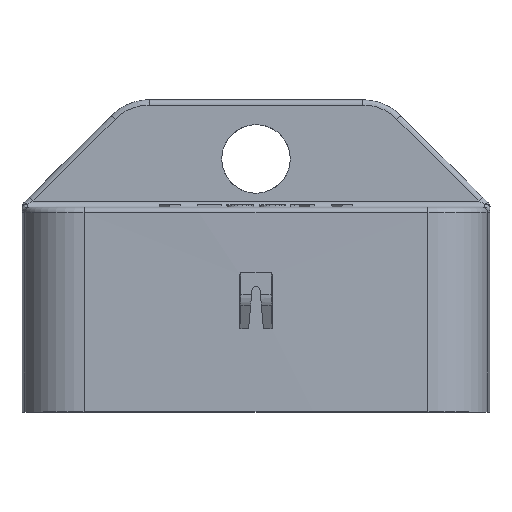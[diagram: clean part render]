
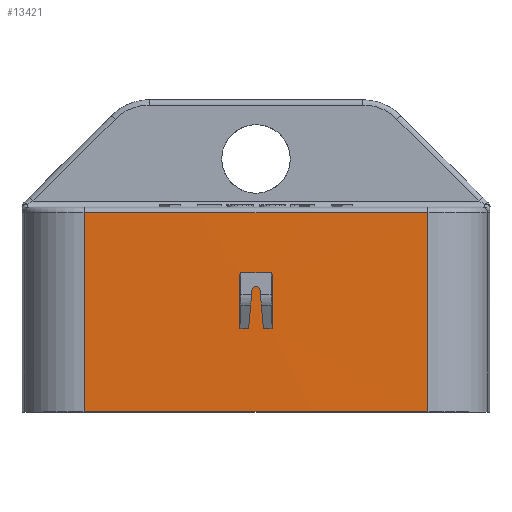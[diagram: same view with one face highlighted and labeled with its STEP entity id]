
A CAD part, top view. The second image highlights one B-rep face of the part: STEP entity #13421.
In plain terms, the highlighted cylindrical face has radius 642.866 mm (diameter 1285.73 mm), a partial arc.
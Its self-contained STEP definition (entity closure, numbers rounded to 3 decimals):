
#52=CARTESIAN_POINT('',(0.,-19.25,-633.898));
#53=DIRECTION('',(0.,1.,0.));
#54=DIRECTION('',(-0.025,0.,1.));
#55=AXIS2_PLACEMENT_3D('',#52,#53,#54);
#4399=DIRECTION('',(0.,1.,0.));
#4400=VECTOR('',#4399,18.5);
#4401=CARTESIAN_POINT('',(15.96,-19.25,8.77));
#4402=LINE('',#4401,#4400);
#4403=CARTESIAN_POINT('',(0.69,-11.54,
8.968));
#4404=CARTESIAN_POINT('',(0.96,-11.54,
8.967));
#4405=CARTESIAN_POINT('',(1.23,-11.541,8.967));
#4406=CARTESIAN_POINT('',(1.5,-11.542,8.966));
#4408=DIRECTION('',(0.,1.,0.));
#4409=VECTOR('',#4408,5.058);
#4410=CARTESIAN_POINT('',(1.5,-11.542,8.966));
#4411=LINE('',#4410,#4409);
#4412=CARTESIAN_POINT('',(1.5,-6.484,8.966));
#4413=CARTESIAN_POINT('',(0.5,-6.484,
8.969));
#4414=CARTESIAN_POINT('',(-0.5,-6.484,
8.969));
#4415=CARTESIAN_POINT('',(-1.5,-6.484,
8.966));
#4417=DIRECTION('',(0.,-1.,0.));
#4418=VECTOR('',#4417,5.058);
#4419=CARTESIAN_POINT('',(-1.5,-6.484,
8.966));
#4420=LINE('',#4419,#4418);
#4421=CARTESIAN_POINT('',(-1.5,-11.542,
8.966));
#4422=CARTESIAN_POINT('',(-1.23,-11.541,
8.967));
#4423=CARTESIAN_POINT('',(-0.96,-11.54,
8.967));
#4424=CARTESIAN_POINT('',(-0.69,-11.54,
8.968));
#4426=CARTESIAN_POINT('',(-0.69,-11.54,
8.968));
#4427=CARTESIAN_POINT('',(-0.585,-10.341,
8.968));
#4428=CARTESIAN_POINT('',(-0.48,-9.142,
8.968));
#4429=CARTESIAN_POINT('',(-0.375,-7.944,
8.968));
#4431=CARTESIAN_POINT('',(0.375,-7.944,
8.968));
#4432=CARTESIAN_POINT('',(0.48,-9.142,
8.968));
#4433=CARTESIAN_POINT('',(0.585,-10.341,
8.968));
#4434=CARTESIAN_POINT('',(0.69,-11.54,
8.968));
#4436=CARTESIAN_POINT('',(0.,-0.75,-633.898));
#4437=DIRECTION('',(0.,1.,0.));
#4438=DIRECTION('',(-0.025,0.,1.));
#4439=AXIS2_PLACEMENT_3D('',#4436,#4437,#4438);
#4441=DIRECTION('',(0.,1.,0.));
#4442=VECTOR('',#4441,18.5);
#4443=CARTESIAN_POINT('',(-15.96,-19.25,8.77));
#4444=LINE('',#4443,#4442);
#4457=CARTESIAN_POINT('',(0.375,-7.944,
8.968));
#4458=CARTESIAN_POINT('',(0.371,-7.897,
8.968));
#4459=CARTESIAN_POINT('',(0.345,-7.806,
8.968));
#4460=CARTESIAN_POINT('',(0.26,-7.692,
8.968));
#4461=CARTESIAN_POINT('',(0.14,-7.617,
8.968));
#4462=CARTESIAN_POINT('',(0.,-7.591,
8.968));
#4463=CARTESIAN_POINT('',(-0.14,-7.617,
8.968));
#4464=CARTESIAN_POINT('',(-0.26,-7.692,
8.968));
#4465=CARTESIAN_POINT('',(-0.345,-7.806,
8.968));
#4466=CARTESIAN_POINT('',(-0.371,-7.897,
8.968));
#4467=CARTESIAN_POINT('',(-0.375,-7.944,
8.968));
#6393=CARTESIAN_POINT('',(-15.96,-19.25,8.77));
#6394=CARTESIAN_POINT('',(15.96,-19.25,8.77));
#6395=VERTEX_POINT('',#6393);
#6396=VERTEX_POINT('',#6394);
#6397=VERTEX_POINT('',#4403);
#6398=VERTEX_POINT('',#4406);
#6399=CARTESIAN_POINT('',(1.5,-6.484,8.966));
#6400=VERTEX_POINT('',#6399);
#6401=VERTEX_POINT('',#4415);
#6402=CARTESIAN_POINT('',(-1.5,-11.542,
8.966));
#6403=VERTEX_POINT('',#6402);
#6404=VERTEX_POINT('',#4424);
#6405=VERTEX_POINT('',#4429);
#6406=VERTEX_POINT('',#4457);
#7070=CARTESIAN_POINT('',(-15.96,-0.75,8.77));
#7071=VERTEX_POINT('',#7070);
#7074=CARTESIAN_POINT('',(15.96,-0.75,8.77));
#7075=VERTEX_POINT('',#7074);
#13391=CARTESIAN_POINT('',(0.,-4.2,-633.898));
#13392=DIRECTION('',(0.,1.,0.));
#13393=DIRECTION('',(-1.,0.,0.));
#13394=AXIS2_PLACEMENT_3D('',#13391,#13392,#13393);
#13395=CYLINDRICAL_SURFACE('',#13394,642.866);
#13397=ORIENTED_EDGE('',*,*,#13396,.T.);
#13398=ORIENTED_EDGE('',*,*,#13386,.F.);
#13399=ORIENTED_EDGE('',*,*,#7813,.F.);
#13400=ORIENTED_EDGE('',*,*,#10609,.T.);
#13401=EDGE_LOOP('',(#13397,#13398,#13399,#13400));
#13402=FACE_OUTER_BOUND('',#13401,.F.);
#13404=ORIENTED_EDGE('',*,*,#13403,.T.);
#13406=ORIENTED_EDGE('',*,*,#13405,.T.);
#13408=ORIENTED_EDGE('',*,*,#13407,.T.);
#13410=ORIENTED_EDGE('',*,*,#13409,.T.);
#13412=ORIENTED_EDGE('',*,*,#13411,.T.);
#13414=ORIENTED_EDGE('',*,*,#13413,.T.);
#13416=ORIENTED_EDGE('',*,*,#13415,.F.);
#13418=ORIENTED_EDGE('',*,*,#13417,.T.);
#13419=EDGE_LOOP('',(#13404,#13406,#13408,#13410,#13412,#13414,#13416,#13418));
#13420=FACE_BOUND('',#13419,.F.);
#13421=ADVANCED_FACE('',(#13402,#13420),#13395,.T.);
#56=CIRCLE('',#55,642.866);
#4407=B_SPLINE_CURVE_WITH_KNOTS('',3,(#4403,#4404,#4405,#4406),.UNSPECIFIED.,
.F.,.F.,(4,4),(0.,1.),.UNSPECIFIED.);
#4416=B_SPLINE_CURVE_WITH_KNOTS('',3,(#4412,#4413,#4414,#4415),.UNSPECIFIED.,
.F.,.F.,(4,4),(0.,1.),.UNSPECIFIED.);
#4425=B_SPLINE_CURVE_WITH_KNOTS('',3,(#4421,#4422,#4423,#4424),.UNSPECIFIED.,
.F.,.F.,(4,4),(0.,1.),.UNSPECIFIED.);
#4430=B_SPLINE_CURVE_WITH_KNOTS('',3,(#4426,#4427,#4428,#4429),.UNSPECIFIED.,
.F.,.F.,(4,4),(0.,1.),.UNSPECIFIED.);
#4435=B_SPLINE_CURVE_WITH_KNOTS('',3,(#4431,#4432,#4433,#4434),.UNSPECIFIED.,
.F.,.F.,(4,4),(0.,1.),.UNSPECIFIED.);
#4440=CIRCLE('',#4439,642.866);
#4468=B_SPLINE_CURVE_WITH_KNOTS('',3,(#4457,#4458,#4459,#4460,#4461,#4462,#4463,
#4464,#4465,#4466,#4467),.UNSPECIFIED.,.F.,.F.,(4,1,1,1,1,1,1,1,4),(0.,
0.125,0.25,0.375,0.5,0.625,0.75,0.875,1.),.UNSPECIFIED.);
#7813=EDGE_CURVE('',#6395,#6396,#56,.T.);
#10609=EDGE_CURVE('',#6395,#7071,#4444,.T.);
#13386=EDGE_CURVE('',#6396,#7075,#4402,.T.);
#13396=EDGE_CURVE('',#7071,#7075,#4440,.T.);
#13403=EDGE_CURVE('',#6397,#6398,#4407,.T.);
#13405=EDGE_CURVE('',#6398,#6400,#4411,.T.);
#13407=EDGE_CURVE('',#6400,#6401,#4416,.T.);
#13409=EDGE_CURVE('',#6401,#6403,#4420,.T.);
#13411=EDGE_CURVE('',#6403,#6404,#4425,.T.);
#13413=EDGE_CURVE('',#6404,#6405,#4430,.T.);
#13415=EDGE_CURVE('',#6406,#6405,#4468,.T.);
#13417=EDGE_CURVE('',#6406,#6397,#4435,.T.);
